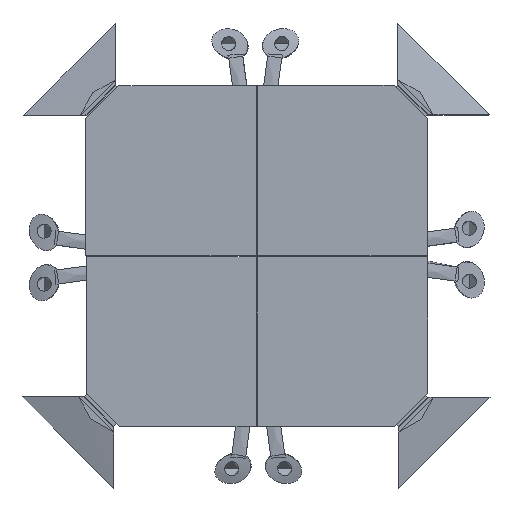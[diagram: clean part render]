
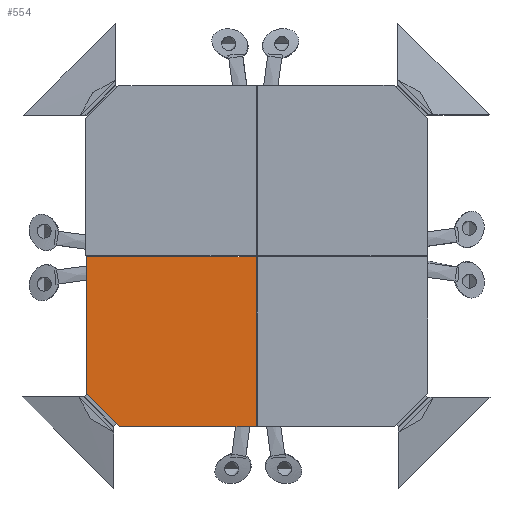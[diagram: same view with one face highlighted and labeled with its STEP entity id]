
A CAD part, top view. The second image highlights one B-rep face of the part: STEP entity #554.
In plain terms, the highlighted planar face has unit normal (0, 0, 1).
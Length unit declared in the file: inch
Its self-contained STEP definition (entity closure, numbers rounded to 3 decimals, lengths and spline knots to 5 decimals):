
#110=(
BOUNDED_CURVE()
B_SPLINE_CURVE(2,(#5347,#5348,#5349),.UNSPECIFIED.,.F.,.F.)
B_SPLINE_CURVE_WITH_KNOTS((3,3),(25.,29.71239),.UNSPECIFIED.)
CURVE()
GEOMETRIC_REPRESENTATION_ITEM()
RATIONAL_B_SPLINE_CURVE((1.,0.707,1.))
REPRESENTATION_ITEM('')
);
#554=ADVANCED_FACE('',(#762),#3119,.T.);
#762=FACE_OUTER_BOUND('',#976,.T.);
#976=EDGE_LOOP('',(#1466,#1467,#1468,#1469,#1470));
#1466=ORIENTED_EDGE('',*,*,#2182,.T.);
#1467=ORIENTED_EDGE('',*,*,#2179,.F.);
#1468=ORIENTED_EDGE('',*,*,#2180,.T.);
#1469=ORIENTED_EDGE('',*,*,#2176,.T.);
#1470=ORIENTED_EDGE('',*,*,#2174,.T.);
#2174=EDGE_CURVE('',#2929,#2934,#2598,.T.);
#2176=EDGE_CURVE('',#2930,#2929,#110,.T.);
#2179=EDGE_CURVE('',#2932,#2935,#2601,.T.);
#2180=EDGE_CURVE('',#2932,#2930,#2602,.T.);
#2182=EDGE_CURVE('',#2934,#2935,#2604,.T.);
#2598=B_SPLINE_CURVE_WITH_KNOTS('',1,(#5342,#5343),.UNSPECIFIED.,.F.,.F.,
(2,2),(-4.90472,-0.05),.UNSPECIFIED.);
#2601=B_SPLINE_CURVE_WITH_KNOTS('',1,(#5354,#5355),.UNSPECIFIED.,.F.,.F.,
(2,2),(-12.18819,-6.15236),.UNSPECIFIED.);
#2602=B_SPLINE_CURVE_WITH_KNOTS('',1,(#5356,#5357),.UNSPECIFIED.,.F.,.F.,
(2,2),(6.15236,11.02362),.UNSPECIFIED.);
#2604=B_SPLINE_CURVE_WITH_KNOTS('',1,(#5360,#5361),.UNSPECIFIED.,.F.,.F.,
(2,2),(-12.20472,-6.15236),.UNSPECIFIED.);
#2929=VERTEX_POINT('',#5330);
#2930=VERTEX_POINT('',#5331);
#2932=VERTEX_POINT('',#5333);
#2934=VERTEX_POINT('',#5335);
#2935=VERTEX_POINT('',#5336);
#3119=PLANE('',#3278);
#3278=AXIS2_PLACEMENT_3D('',#5327,#3322,$);
#3322=DIRECTION('',(0.,0.,1.));
#5327=CARTESIAN_POINT('',(-0.0304,-0.03947,0.43303));
#5330=CARTESIAN_POINT('',(0.24027,0.11309,0.43303));
#5331=CARTESIAN_POINT('',(0.12216,0.2312,0.43303));
#5333=CARTESIAN_POINT('',(0.12216,0.71833,0.43303));
#5335=CARTESIAN_POINT('',(0.72574,0.11309,0.43303));
#5336=CARTESIAN_POINT('',(0.72574,0.71833,0.43303));
#5342=CARTESIAN_POINT('',(0.24027,0.11309,0.43303));
#5343=CARTESIAN_POINT('',(0.72574,0.11309,0.43303));
#5347=CARTESIAN_POINT('',(0.12216,0.2312,0.43303));
#5348=CARTESIAN_POINT('',(0.12216,0.11309,0.43303));
#5349=CARTESIAN_POINT('',(0.24027,0.11309,0.43303));
#5354=CARTESIAN_POINT('',(0.12216,0.71833,0.43303));
#5355=CARTESIAN_POINT('',(0.72574,0.71833,0.43303));
#5356=CARTESIAN_POINT('',(0.12216,0.71833,0.43303));
#5357=CARTESIAN_POINT('',(0.12216,0.2312,0.43303));
#5360=CARTESIAN_POINT('',(0.72574,0.11309,0.43303));
#5361=CARTESIAN_POINT('',(0.72574,0.71833,0.43303));
